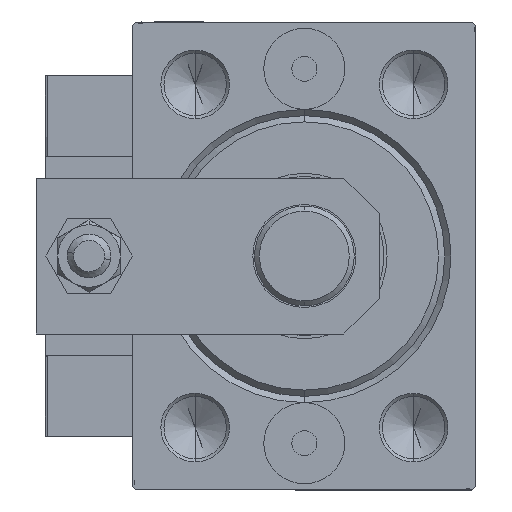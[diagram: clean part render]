
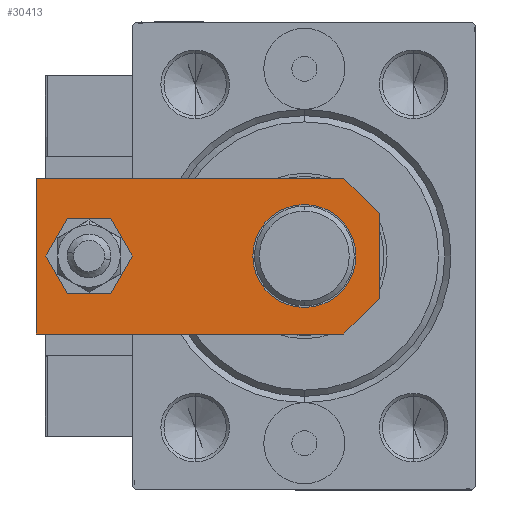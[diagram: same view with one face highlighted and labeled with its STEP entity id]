
A CAD part, left-side view. The second image highlights one B-rep face of the part: STEP entity #30413.
In plain terms, the highlighted face is planar.
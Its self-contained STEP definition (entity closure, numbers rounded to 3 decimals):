
#79 = VERTEX_POINT ( 'NONE', #32339 ) ;
#549 = ORIENTED_EDGE ( 'NONE', *, *, #30227, .T. ) ;
#1509 = LINE ( 'NONE', #37475, #45897 ) ;
#4181 = CARTESIAN_POINT ( 'NONE',  ( -8.25, 12., 6. ) ) ;
#4591 = LINE ( 'NONE', #33432, #10265 ) ;
#4878 = CARTESIAN_POINT ( 'NONE',  ( 4., 46.5, 6. ) ) ;
#5657 = CARTESIAN_POINT ( 'NONE',  ( 12.5, 0., 6. ) ) ;
#6020 = EDGE_CURVE ( 'NONE', #8713, #21057, #49124, .T. ) ;
#6169 = VERTEX_POINT ( 'NONE', #4181 ) ;
#7009 = DIRECTION ( 'NONE',  ( 0.707, 0.707, 0. ) ) ;
#7054 = EDGE_CURVE ( 'NONE', #6169, #25593, #21013, .T. ) ;
#7060 = CARTESIAN_POINT ( 'NONE',  ( -4., 46.5, 6. ) ) ;
#7131 = CARTESIAN_POINT ( 'NONE',  ( 8.25, 12., 6. ) ) ;
#7445 = LINE ( 'NONE', #51457, #18712 ) ;
#7811 = ORIENTED_EDGE ( 'NONE', *, *, #26253, .T. ) ;
#8707 = AXIS2_PLACEMENT_3D ( 'NONE', #17689, #29118, #49437 ) ;
#8713 = VERTEX_POINT ( 'NONE', #7060 ) ;
#8923 = ORIENTED_EDGE ( 'NONE', *, *, #14220, .T. ) ;
#9362 = EDGE_CURVE ( 'NONE', #19110, #79, #45769, .T. ) ;
#9585 = DIRECTION ( 'NONE',  ( 0., 1., 0. ) ) ;
#10265 = VECTOR ( 'NONE', #32202, 1000. ) ;
#10600 = VECTOR ( 'NONE', #9585, 1000. ) ;
#10935 = LINE ( 'NONE', #26811, #30358 ) ;
#12395 = DIRECTION ( 'NONE',  ( 1., 0., 0. ) ) ;
#12604 = DIRECTION ( 'NONE',  ( 1., 0., 0. ) ) ;
#13778 = FACE_BOUND ( 'NONE', #19564, .T. ) ;
#14131 = CARTESIAN_POINT ( 'NONE',  ( -12.5, 0., 6. ) ) ;
#14220 = EDGE_CURVE ( 'NONE', #31367, #25663, #34155, .T. ) ;
#14224 = AXIS2_PLACEMENT_3D ( 'NONE', #27744, #48050, #12395 ) ;
#14308 = DIRECTION ( 'NONE',  ( -1., 0., 0. ) ) ;
#14387 = DIRECTION ( 'NONE',  ( 1., 0., 0. ) ) ;
#14635 = EDGE_LOOP ( 'NONE', ( #19663, #17725 ) ) ;
#17689 = CARTESIAN_POINT ( 'NONE',  ( 0., 46.5, 6. ) ) ;
#17725 = ORIENTED_EDGE ( 'NONE', *, *, #48254, .F. ) ;
#18349 = DIRECTION ( 'NONE',  ( 1., 0., 0. ) ) ;
#18611 = DIRECTION ( 'NONE',  ( 0., 0., 1. ) ) ;
#18712 = VECTOR ( 'NONE', #39717, 1000. ) ;
#19110 = VERTEX_POINT ( 'NONE', #44298 ) ;
#19564 = EDGE_LOOP ( 'NONE', ( #37856, #40422 ) ) ;
#19635 = DIRECTION ( 'NONE',  ( 0., 0., 1. ) ) ;
#19663 = ORIENTED_EDGE ( 'NONE', *, *, #7054, .F. ) ;
#20164 = CARTESIAN_POINT ( 'NONE',  ( -12.5, 5.66, 6. ) ) ;
#20974 = CARTESIAN_POINT ( 'NONE',  ( -6.84, 0., 6. ) ) ;
#21013 = CIRCLE ( 'NONE', #40973, 8.25 ) ;
#21057 = VERTEX_POINT ( 'NONE', #4878 ) ;
#21177 = CIRCLE ( 'NONE', #8707, 4. ) ;
#24178 = EDGE_CURVE ( 'NONE', #79, #40071, #1509, .T. ) ;
#24897 = VECTOR ( 'NONE', #14387, 1000. ) ;
#25120 = CARTESIAN_POINT ( 'NONE',  ( -12.5, 55., 6. ) ) ;
#25593 = VERTEX_POINT ( 'NONE', #7131 ) ;
#25663 = VERTEX_POINT ( 'NONE', #49562 ) ;
#25785 = ORIENTED_EDGE ( 'NONE', *, *, #50212, .T. ) ;
#26253 = EDGE_CURVE ( 'NONE', #47587, #31367, #4591, .T. ) ;
#26811 = CARTESIAN_POINT ( 'NONE',  ( 3.42, -3.42, 6. ) ) ;
#27744 = CARTESIAN_POINT ( 'NONE',  ( 0., 46.5, 6. ) ) ;
#29110 = DIRECTION ( 'NONE',  ( 0., 0., 1. ) ) ;
#29118 = DIRECTION ( 'NONE',  ( 0., 0., 1. ) ) ;
#29430 = CIRCLE ( 'NONE', #44384, 8.25 ) ;
#30227 = EDGE_CURVE ( 'NONE', #25663, #19110, #10935, .T. ) ;
#30358 = VECTOR ( 'NONE', #7009, 1000. ) ;
#30413 = ADVANCED_FACE ( 'NONE', ( #13778, #34055, #46028 ), #50194, .T. ) ;
#31367 = VERTEX_POINT ( 'NONE', #20974 ) ;
#31898 = AXIS2_PLACEMENT_3D ( 'NONE', #49161, #29110, #41872 ) ;
#32123 = CARTESIAN_POINT ( 'NONE',  ( 0., 12., 6. ) ) ;
#32202 = DIRECTION ( 'NONE',  ( 0.707, -0.707, 0. ) ) ;
#32339 = CARTESIAN_POINT ( 'NONE',  ( 12.5, 55., 6. ) ) ;
#32989 = EDGE_CURVE ( 'NONE', #21057, #8713, #21177, .T. ) ;
#33432 = CARTESIAN_POINT ( 'NONE',  ( -3.42, -3.42, 6. ) ) ;
#34055 = FACE_OUTER_BOUND ( 'NONE', #47097, .T. ) ;
#34155 = LINE ( 'NONE', #14131, #24897 ) ;
#37475 = CARTESIAN_POINT ( 'NONE',  ( 12.5, 55., 6. ) ) ;
#37856 = ORIENTED_EDGE ( 'NONE', *, *, #6020, .F. ) ;
#39357 = ORIENTED_EDGE ( 'NONE', *, *, #9362, .T. ) ;
#39717 = DIRECTION ( 'NONE',  ( 0., -1., 0. ) ) ;
#40071 = VERTEX_POINT ( 'NONE', #25120 ) ;
#40422 = ORIENTED_EDGE ( 'NONE', *, *, #32989, .F. ) ;
#40973 = AXIS2_PLACEMENT_3D ( 'NONE', #32123, #19635, #12604 ) ;
#41872 = DIRECTION ( 'NONE',  ( 1., 0., 0. ) ) ;
#43451 = ORIENTED_EDGE ( 'NONE', *, *, #24178, .T. ) ;
#44298 = CARTESIAN_POINT ( 'NONE',  ( 12.5, 5.66, 6. ) ) ;
#44384 = AXIS2_PLACEMENT_3D ( 'NONE', #50104, #18611, #18349 ) ;
#45769 = LINE ( 'NONE', #5657, #10600 ) ;
#45897 = VECTOR ( 'NONE', #14308, 1000. ) ;
#46028 = FACE_BOUND ( 'NONE', #14635, .T. ) ;
#47097 = EDGE_LOOP ( 'NONE', ( #25785, #7811, #8923, #549, #39357, #43451 ) ) ;
#47587 = VERTEX_POINT ( 'NONE', #20164 ) ;
#48050 = DIRECTION ( 'NONE',  ( 0., 0., 1. ) ) ;
#48254 = EDGE_CURVE ( 'NONE', #25593, #6169, #29430, .T. ) ;
#49124 = CIRCLE ( 'NONE', #14224, 4. ) ;
#49161 = CARTESIAN_POINT ( 'NONE',  ( 0., 0., 6. ) ) ;
#49437 = DIRECTION ( 'NONE',  ( 1., 0., 0. ) ) ;
#49562 = CARTESIAN_POINT ( 'NONE',  ( 6.84, 0., 6. ) ) ;
#50104 = CARTESIAN_POINT ( 'NONE',  ( 0., 12., 6. ) ) ;
#50194 = PLANE ( 'NONE',  #31898 ) ;
#50212 = EDGE_CURVE ( 'NONE', #40071, #47587, #7445, .T. ) ;
#51457 = CARTESIAN_POINT ( 'NONE',  ( -12.5, 55., 6. ) ) ;
